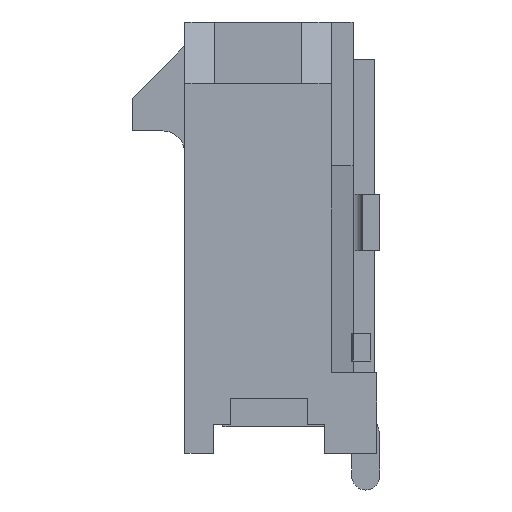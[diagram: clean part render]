
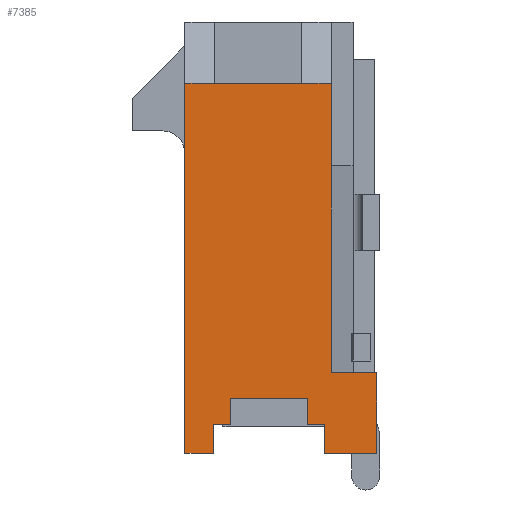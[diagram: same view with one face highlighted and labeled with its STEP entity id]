
A CAD part, left-side view. The second image highlights one B-rep face of the part: STEP entity #7385.
In plain terms, the highlighted planar face has unit normal (-1, 0, 0).
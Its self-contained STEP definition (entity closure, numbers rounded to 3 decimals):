
#692=DIRECTION('',(0.,1.,0.));
#693=VECTOR('',#692,1.04);
#694=CARTESIAN_POINT('',(-9.32,-2.47,-3.1));
#695=LINE('',#694,#693);
#1791=DIRECTION('',(0.,0.,-1.));
#1792=VECTOR('',#1791,1.9);
#1793=CARTESIAN_POINT('',(-9.32,-1.43,3.55));
#1794=LINE('',#1793,#1792);
#1795=DIRECTION('',(0.,0.,1.));
#1796=VECTOR('',#1795,4.75);
#1797=CARTESIAN_POINT('',(-9.32,-1.43,-3.1));
#1798=LINE('',#1797,#1796);
#1799=DIRECTION('',(0.,0.,-1.));
#1800=VECTOR('',#1799,1.85);
#1801=CARTESIAN_POINT('',(-9.32,-2.47,-3.1));
#1802=LINE('',#1801,#1800);
#1803=DIRECTION('',(0.,1.,0.));
#1804=VECTOR('',#1803,1.2);
#1805=CARTESIAN_POINT('',(-9.32,-2.47,-4.95));
#1806=LINE('',#1805,#1804);
#1807=DIRECTION('',(0.,0.,1.));
#1808=VECTOR('',#1807,0.67);
#1809=CARTESIAN_POINT('',(-9.32,-1.27,-4.95));
#1810=LINE('',#1809,#1808);
#1811=DIRECTION('',(0.,1.,0.));
#1812=VECTOR('',#1811,0.395);
#1813=CARTESIAN_POINT('',(-9.32,-1.27,-4.28));
#1814=LINE('',#1813,#1812);
#1815=DIRECTION('',(0.,0.,-1.));
#1816=VECTOR('',#1815,0.6);
#1817=CARTESIAN_POINT('',(-9.32,-0.875,-3.68));
#1818=LINE('',#1817,#1816);
#1819=DIRECTION('',(0.,-1.,0.));
#1820=VECTOR('',#1819,1.75);
#1821=CARTESIAN_POINT('',(-9.32,0.875,-3.68));
#1822=LINE('',#1821,#1820);
#1823=DIRECTION('',(0.,0.,-1.));
#1824=VECTOR('',#1823,0.6);
#1825=CARTESIAN_POINT('',(-9.32,0.875,-3.68));
#1826=LINE('',#1825,#1824);
#1827=DIRECTION('',(0.,1.,0.));
#1828=VECTOR('',#1827,0.395);
#1829=CARTESIAN_POINT('',(-9.32,0.875,-4.28));
#1830=LINE('',#1829,#1828);
#1831=DIRECTION('',(0.,0.,-1.));
#1832=VECTOR('',#1831,0.67);
#1833=CARTESIAN_POINT('',(-9.32,1.27,-4.28));
#1834=LINE('',#1833,#1832);
#1835=DIRECTION('',(0.,1.,0.));
#1836=VECTOR('',#1835,0.66);
#1837=CARTESIAN_POINT('',(-9.32,1.27,-4.95));
#1838=LINE('',#1837,#1836);
#1839=DIRECTION('',(0.,0.,1.));
#1840=VECTOR('',#1839,8.5);
#1841=CARTESIAN_POINT('',(-9.32,1.93,-4.95));
#1842=LINE('',#1841,#1840);
#1843=DIRECTION('',(0.,1.,0.));
#1844=VECTOR('',#1843,0.68);
#1845=CARTESIAN_POINT('',(-9.32,1.25,3.55));
#1846=LINE('',#1845,#1844);
#1847=DIRECTION('',(0.,1.,0.));
#1848=VECTOR('',#1847,2.);
#1849=CARTESIAN_POINT('',(-9.32,-0.75,3.55));
#1850=LINE('',#1849,#1848);
#1851=DIRECTION('',(0.,1.,0.));
#1852=VECTOR('',#1851,0.68);
#1853=CARTESIAN_POINT('',(-9.32,-1.43,3.55));
#1854=LINE('',#1853,#1852);
#3879=CARTESIAN_POINT('',(-9.32,-2.47,-3.1));
#3880=CARTESIAN_POINT('',(-9.32,-2.47,-4.95));
#3881=VERTEX_POINT('',#3879);
#3882=VERTEX_POINT('',#3880);
#3883=CARTESIAN_POINT('',(-9.32,-1.27,-4.95));
#3884=VERTEX_POINT('',#3883);
#3891=CARTESIAN_POINT('',(-9.32,-1.27,-4.28));
#3892=VERTEX_POINT('',#3891);
#3893=CARTESIAN_POINT('',(-9.32,1.27,-4.28));
#3894=CARTESIAN_POINT('',(-9.32,1.27,-4.95));
#3895=VERTEX_POINT('',#3893);
#3896=VERTEX_POINT('',#3894);
#3897=CARTESIAN_POINT('',(-9.32,1.93,-4.95));
#3898=VERTEX_POINT('',#3897);
#3923=CARTESIAN_POINT('',(-9.32,-0.75,3.55));
#3924=CARTESIAN_POINT('',(-9.32,1.25,3.55));
#3925=VERTEX_POINT('',#3923);
#3926=VERTEX_POINT('',#3924);
#3977=CARTESIAN_POINT('',(-9.32,-0.875,-4.28));
#3979=VERTEX_POINT('',#3977);
#3981=CARTESIAN_POINT('',(-9.32,0.875,-4.28));
#3983=VERTEX_POINT('',#3981);
#4023=CARTESIAN_POINT('',(-9.32,0.875,-3.68));
#4025=VERTEX_POINT('',#4023);
#4129=CARTESIAN_POINT('',(-9.32,1.93,3.55));
#4131=VERTEX_POINT('',#4129);
#4137=CARTESIAN_POINT('',(-9.32,-0.875,-3.68));
#4138=VERTEX_POINT('',#4137);
#4177=CARTESIAN_POINT('',(-9.32,-1.43,-3.1));
#4178=VERTEX_POINT('',#4177);
#4645=CARTESIAN_POINT('',(-9.32,-1.43,3.55));
#4647=VERTEX_POINT('',#4645);
#4654=CARTESIAN_POINT('',(-9.32,-1.43,1.65));
#4656=VERTEX_POINT('',#4654);
#7355=CARTESIAN_POINT('',(-9.32,0.,0.));
#7356=DIRECTION('',(1.,0.,0.));
#7357=DIRECTION('',(0.,0.,-1.));
#7358=AXIS2_PLACEMENT_3D('',#7355,#7356,#7357);
#7359=PLANE('',#7358);
#7360=ORIENTED_EDGE('',*,*,#5474,.T.);
#7361=ORIENTED_EDGE('',*,*,#5627,.F.);
#7362=ORIENTED_EDGE('',*,*,#5977,.F.);
#7363=ORIENTED_EDGE('',*,*,#5950,.T.);
#7364=ORIENTED_EDGE('',*,*,#5829,.T.);
#7365=ORIENTED_EDGE('',*,*,#5193,.T.);
#7366=ORIENTED_EDGE('',*,*,#6727,.T.);
#7367=ORIENTED_EDGE('',*,*,#7000,.F.);
#7368=ORIENTED_EDGE('',*,*,#7133,.F.);
#7369=ORIENTED_EDGE('',*,*,#7266,.T.);
#7370=ORIENTED_EDGE('',*,*,#6744,.T.);
#7372=ORIENTED_EDGE('',*,*,#7371,.T.);
#7374=ORIENTED_EDGE('',*,*,#7373,.T.);
#7376=ORIENTED_EDGE('',*,*,#7375,.T.);
#7378=ORIENTED_EDGE('',*,*,#7377,.F.);
#7380=ORIENTED_EDGE('',*,*,#7379,.F.);
#7382=ORIENTED_EDGE('',*,*,#7381,.F.);
#7383=EDGE_LOOP('',(#7360,#7361,#7362,#7363,#7364,#7365,#7366,#7367,#7368,#7369,
#7370,#7372,#7374,#7376,#7378,#7380,#7382));
#7384=FACE_OUTER_BOUND('',#7383,.F.);
#7385=ADVANCED_FACE('',(#7384),#7359,.F.);
#5193=EDGE_CURVE('',#3884,#3892,#1810,.T.);
#5474=EDGE_CURVE('',#4647,#4656,#1794,.T.);
#5627=EDGE_CURVE('',#4178,#4656,#1798,.T.);
#5829=EDGE_CURVE('',#3882,#3884,#1806,.T.);
#5950=EDGE_CURVE('',#3881,#3882,#1802,.T.);
#5977=EDGE_CURVE('',#3881,#4178,#695,.T.);
#6727=EDGE_CURVE('',#3892,#3979,#1814,.T.);
#6744=EDGE_CURVE('',#3983,#3895,#1830,.T.);
#7000=EDGE_CURVE('',#4138,#3979,#1818,.T.);
#7133=EDGE_CURVE('',#4025,#4138,#1822,.T.);
#7266=EDGE_CURVE('',#4025,#3983,#1826,.T.);
#7371=EDGE_CURVE('',#3895,#3896,#1834,.T.);
#7373=EDGE_CURVE('',#3896,#3898,#1838,.T.);
#7375=EDGE_CURVE('',#3898,#4131,#1842,.T.);
#7377=EDGE_CURVE('',#3926,#4131,#1846,.T.);
#7379=EDGE_CURVE('',#3925,#3926,#1850,.T.);
#7381=EDGE_CURVE('',#4647,#3925,#1854,.T.);
